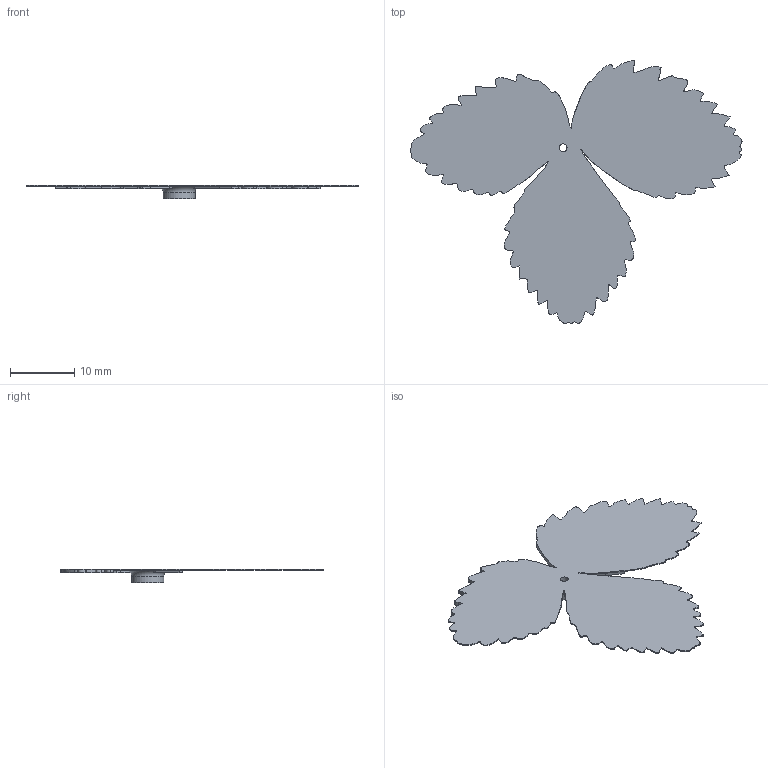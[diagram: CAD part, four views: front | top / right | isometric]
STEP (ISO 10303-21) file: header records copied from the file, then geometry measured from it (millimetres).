
FILE_DESCRIPTION(/* description */ (''),/* implementation_level */ '2;1');
FILE_NAME(/* name */ 'Leaves v10.step',/* time_stamp */ '2024-01-07T12:59:43-08:00',/* author */ (''),/* organization */ (''),/* preprocessor_version */ 'ST-DEVELOPER v20',/* originating_system */ 'Autodesk Translation Framework v12.14.0.127',/* authorisation */ '');
FILE_SCHEMA (('AUTOMOTIVE_DESIGN { 1 0 10303 214 3 1 1 }'));
Length unit declared in the file: millimetre
Products named in the file (1): Leaves
Bounding box: 51.86 x 41.09 x 2.15 mm (x, y, z)
Volume: 242.3 mm3; surface area: 2275.7 mm2
Topology: 1 solids, 1 shells, 213 faces, 630 edges, 419 vertices
Faces by surface type: bspline 164, plane 46, cylinder 2, torus 1
Full cylindrical faces by diameter (mm): 1.2 x1, 5 x1
Entity records: 8564 total; most frequent: CARTESIAN_POINT 4388, ORIENTED_EDGE 1260, EDGE_CURVE 630, VERTEX_POINT 419, DIRECTION 404, LINE 280, VECTOR 280, EDGE_LOOP 215
